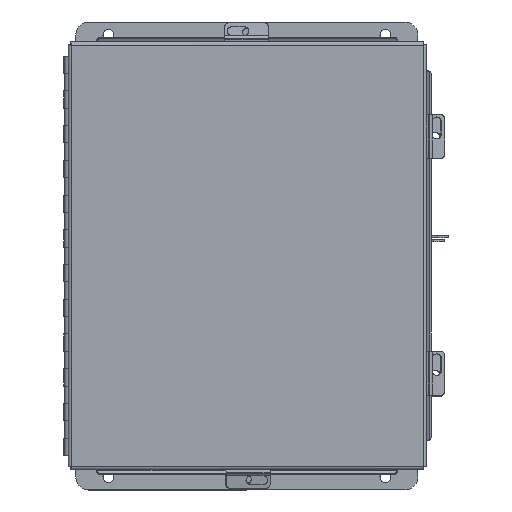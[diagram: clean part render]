
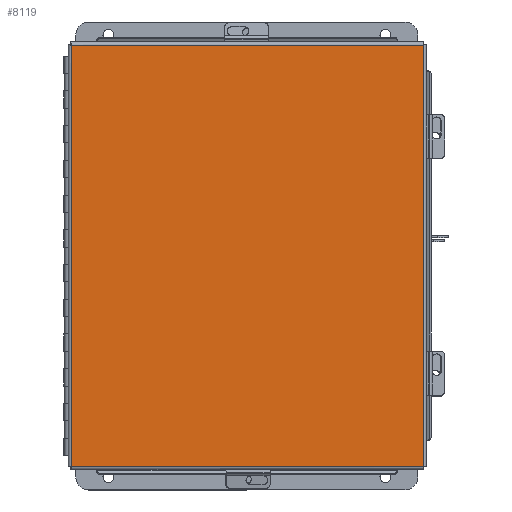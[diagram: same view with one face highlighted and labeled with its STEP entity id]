
A CAD part, top view. The second image highlights one B-rep face of the part: STEP entity #8119.
In plain terms, the highlighted face is planar.
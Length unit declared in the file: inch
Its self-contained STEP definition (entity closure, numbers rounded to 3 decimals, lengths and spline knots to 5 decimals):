
#1507 = PLANE ( 'NONE',  #4799 ) ;
#2050 = LINE ( 'NONE', #12262, #16132 ) ;
#2545 = CARTESIAN_POINT ( 'NONE',  ( -5.06855, -6.06855, -0.0747 ) ) ;
#3170 = ORIENTED_EDGE ( 'NONE', *, *, #4240, .T. ) ;
#4002 = LINE ( 'NONE', #4699, #14862 ) ;
#4240 = EDGE_CURVE ( 'NONE', #14868, #12769, #2050, .T. ) ;
#4391 = DIRECTION ( 'NONE',  ( -1., 0., 0. ) ) ;
#4494 = DIRECTION ( 'NONE',  ( 0., 1., 0. ) ) ;
#4699 = CARTESIAN_POINT ( 'NONE',  ( 5.06855, 6.07448, -0.0747 ) ) ;
#4799 = AXIS2_PLACEMENT_3D ( 'NONE', #11166, #12528, #4391 ) ;
#5506 = CARTESIAN_POINT ( 'NONE',  ( 5.06855, -6.06855, -0.0747 ) ) ;
#6028 = DIRECTION ( 'NONE',  ( 0., -1., 0. ) ) ;
#6421 = EDGE_CURVE ( 'NONE', #17410, #14868, #15328, .T. ) ;
#7584 = EDGE_CURVE ( 'NONE', #13985, #17410, #4002, .T. ) ;
#8119 = ADVANCED_FACE ( 'NONE', ( #13539 ), #1507, .T. ) ;
#8242 = CARTESIAN_POINT ( 'NONE',  ( 5.07448, -6.06855, -0.0747 ) ) ;
#9314 = LINE ( 'NONE', #12810, #13381 ) ;
#9949 = ORIENTED_EDGE ( 'NONE', *, *, #6421, .T. ) ;
#10057 = DIRECTION ( 'NONE',  ( 1., 0., 0. ) ) ;
#10474 = EDGE_LOOP ( 'NONE', ( #10837, #11063, #9949, #3170 ) ) ;
#10837 = ORIENTED_EDGE ( 'NONE', *, *, #17035, .T. ) ;
#11063 = ORIENTED_EDGE ( 'NONE', *, *, #7584, .T. ) ;
#11166 = CARTESIAN_POINT ( 'NONE',  ( 0., 0., -0.0747 ) ) ;
#12262 = CARTESIAN_POINT ( 'NONE',  ( -5.06855, -6.07448, -0.0747 ) ) ;
#12528 = DIRECTION ( 'NONE',  ( 0., 0., -1. ) ) ;
#12769 = VERTEX_POINT ( 'NONE', #15126 ) ;
#12810 = CARTESIAN_POINT ( 'NONE',  ( -5.07448, 6.06855, -0.0747 ) ) ;
#13381 = VECTOR ( 'NONE', #10057, 39.37008 ) ;
#13539 = FACE_OUTER_BOUND ( 'NONE', #10474, .T. ) ;
#13985 = VERTEX_POINT ( 'NONE', #15143 ) ;
#14862 = VECTOR ( 'NONE', #6028, 39.37008 ) ;
#14868 = VERTEX_POINT ( 'NONE', #2545 ) ;
#15126 = CARTESIAN_POINT ( 'NONE',  ( -5.06855, 6.06855, -0.0747 ) ) ;
#15143 = CARTESIAN_POINT ( 'NONE',  ( 5.06855, 6.06855, -0.0747 ) ) ;
#15174 = DIRECTION ( 'NONE',  ( -1., 0., 0. ) ) ;
#15328 = LINE ( 'NONE', #8242, #16185 ) ;
#16132 = VECTOR ( 'NONE', #4494, 39.37008 ) ;
#16185 = VECTOR ( 'NONE', #15174, 39.37008 ) ;
#17035 = EDGE_CURVE ( 'NONE', #12769, #13985, #9314, .T. ) ;
#17410 = VERTEX_POINT ( 'NONE', #5506 ) ;
